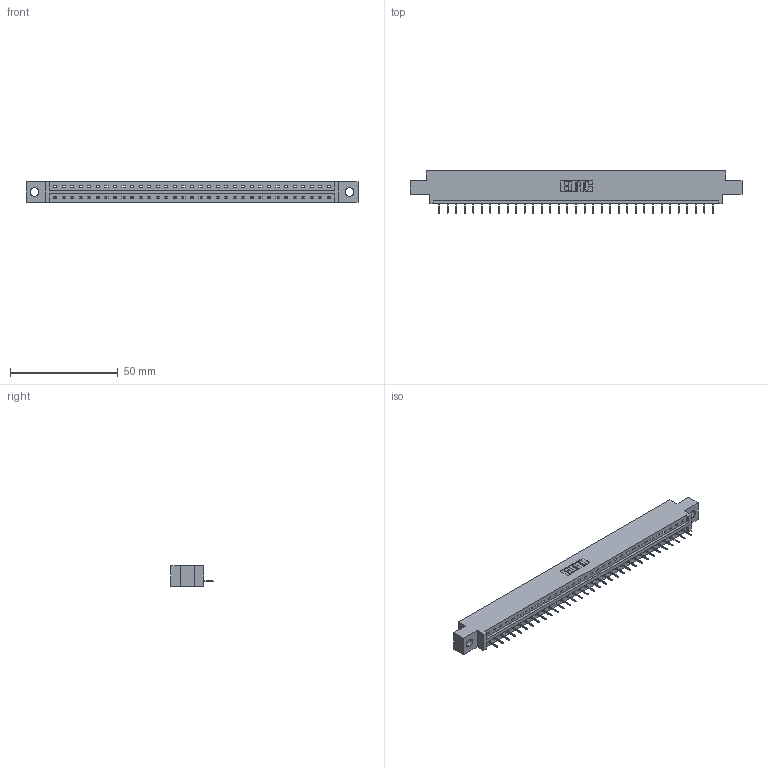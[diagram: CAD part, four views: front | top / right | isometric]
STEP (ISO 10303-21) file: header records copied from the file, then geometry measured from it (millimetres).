
FILE_DESCRIPTION (( 'STEP AP203' ), '1' );
FILE_NAME ('337-033-524-604.STEP', '2018-08-07T08:38:05', ( '' ), ( '' ), 'SwSTEP 2.0', 'SolidWorks 2016', '' );
FILE_SCHEMA (( 'CONFIG_CONTROL_DESIGN' ));
Length unit declared in the file: inch
Products named in the file (3): 337 Part_0.170 Offset - 0.156 Dia-TH; 345-292-001_345-293-124; 337-033-524-604
Assembly tree (34 placements, depth 2):
  337-033-524-604
    337 Part_0.170 Offset - 0.156 Dia-TH
    345-292-001_345-293-124  x33
Bounding box: 153.77 x 19.69 x 9.4 mm (x, y, z)
Volume: 15533.6 mm3; surface area: 15435 mm2
Topology: 34 solids, 34 shells, 2296 faces, 6659 edges, 4306 vertices
Faces by surface type: plane 1790, cylinder 506
Entity records: 25903 total; most frequent: CARTESIAN_POINT 4517, ORIENTED_EDGE 4486, DIRECTION 3821, EDGE_CURVE 2243, VECTOR 2119, LINE 2119, VERTEX_POINT 1490, AXIS2_PLACEMENT_3D 851
